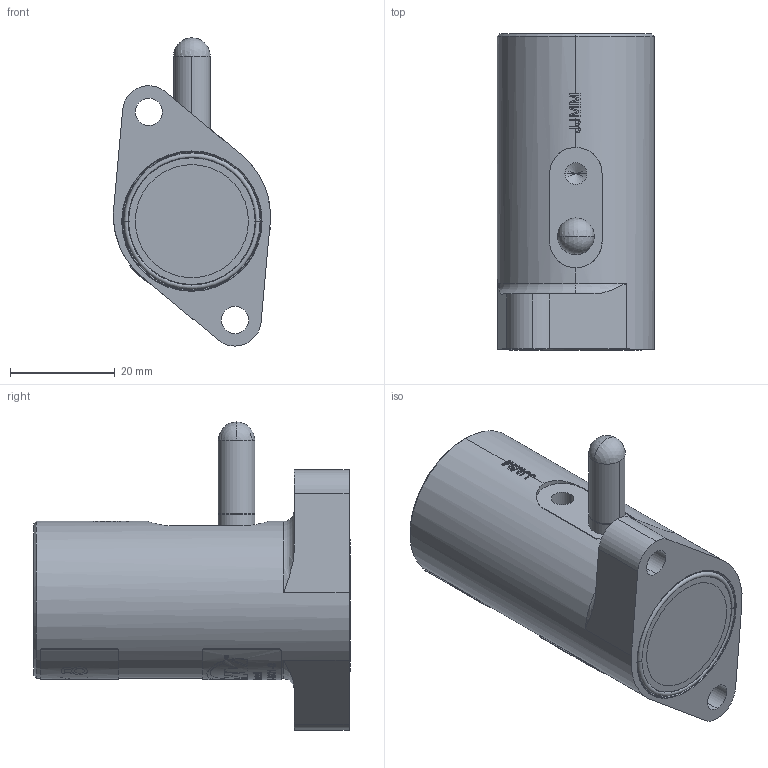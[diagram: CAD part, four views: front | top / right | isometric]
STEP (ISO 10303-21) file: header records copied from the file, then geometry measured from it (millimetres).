
FILE_DESCRIPTION (( 'STEP AP214' ), '1' );
FILE_NAME ('NTP 18.STEP', '2020-08-12T12:27:16', ( '' ), ( '' ), 'SwSTEP 2.0', 'SolidWorks 2015', '' );
FILE_SCHEMA (( 'AUTOMOTIVE_DESIGN' ));
Length unit declared in the file: millimetre
Products named in the file (1): NTP 18
Bounding box: 30.05 x 60.4 x 58.86 mm (x, y, z)
Volume: 46397.9 mm3; surface area: 15089.2 mm2
Topology: 7 solids, 7 shells, 288 faces, 1305 edges, 1123 vertices
Faces by surface type: cylinder 158, plane 73, torus 23, cone 20, bspline 12, sphere 2
Entity records: 22506 total; most frequent: CARTESIAN_POINT 11669, ORIENTED_EDGE 2586, DIRECTION 1575, EDGE_CURVE 1293, VERTEX_POINT 1123, AXIS2_PLACEMENT_3D 639, B_SPLINE_CURVE_WITH_KNOTS 616, EDGE_LOOP 398
